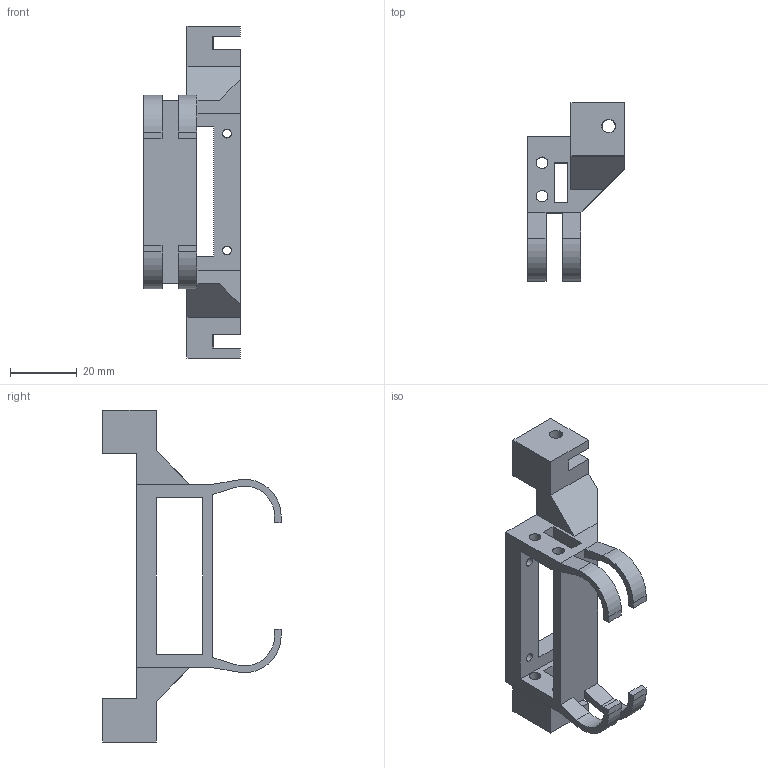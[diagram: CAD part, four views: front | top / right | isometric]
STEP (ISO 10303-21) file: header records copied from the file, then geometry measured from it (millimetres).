
FILE_DESCRIPTION(/* description */ (''),/* implementation_level */ '2;1');
FILE_NAME(/* name */ '',/* time_stamp */ '2024-05-18T11:32:45+08:00',/* author */ (''),/* organization */ (''),/* preprocessor_version */ 'ST-DEVELOPER v20',/* originating_system */ 'Autodesk Translation Framework v13.14.0.145',/* authorisation */ '');
FILE_SCHEMA (('AUTOMOTIVE_DESIGN { 1 0 10303 214 3 1 1 }'));
Length unit declared in the file: millimetre
Products named in the file (1): 后支撑
Bounding box: 29 x 53.5 x 99.6 mm (x, y, z)
Volume: 20977.1 mm3; surface area: 13148 mm2
Topology: 1 solids, 1 shells, 95 faces, 284 edges, 188 vertices
Faces by surface type: plane 67, cylinder 28
Full cylindrical faces by diameter (mm): 2.6 x4, 3.5 x4, 4 x2, 4.1 x2
Entity records: 3279 total; most frequent: ORIENTED_EDGE 568, CARTESIAN_POINT 568, DIRECTION 532, EDGE_CURVE 284, LINE 228, VECTOR 228, VERTEX_POINT 188, AXIS2_PLACEMENT_3D 152
